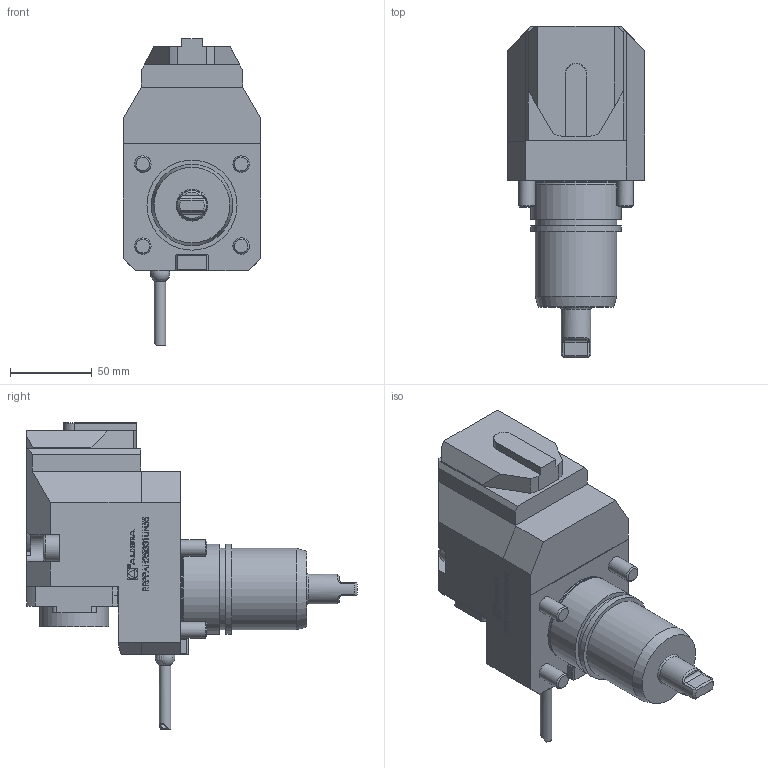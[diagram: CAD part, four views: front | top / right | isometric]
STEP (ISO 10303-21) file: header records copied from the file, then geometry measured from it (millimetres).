
FILE_DESCRIPTION (( 'STEP AP214' ), '1' );
FILE_NAME ('RRPPAH25I331UN55.STEP', '2025-09-29T12:04:46', ( '' ), ( '' ), 'SwSTEP 2.0', 'SolidWorks 2023', '' );
FILE_SCHEMA (( 'AUTOMOTIVE_DESIGN' ));
Length unit declared in the file: millimetre
Products named in the file (1): RRPPAH25I331UN55
Bounding box: 84 x 201.8 x 187 mm (x, y, z)
Volume: 978588.1 mm3; surface area: 78264 mm2
Topology: 1 solids, 1 shells, 532 faces, 1411 edges, 930 vertices
Faces by surface type: plane 332, bspline 96, cylinder 78, cone 21, torus 4, sphere 1
Full cylindrical faces by diameter (mm): 1.7 x1, 2.1 x1, 4 x1, 6.366 x1, 7 x1, 10 x4, 16 x2, 18 x1, 42 x1, 49.7 x2, 54.6 x1, 55 x2
Entity records: 25534 total; most frequent: CARTESIAN_POINT 9500, ORIENTED_EDGE 2724, DIRECTION 2159, EDGE_CURVE 1362, VECTOR 945, LINE 945, VERTEX_POINT 914, EDGE_LOOP 618
